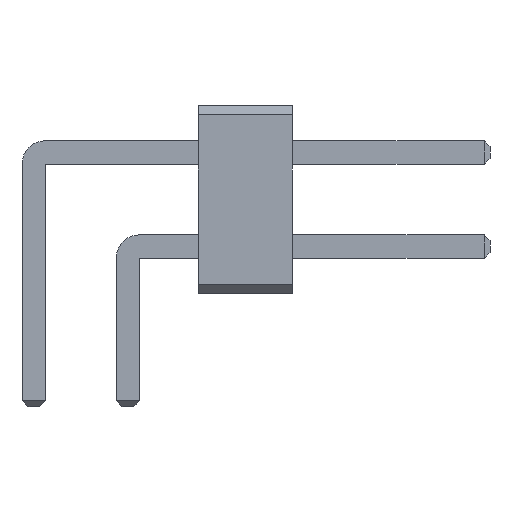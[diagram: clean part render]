
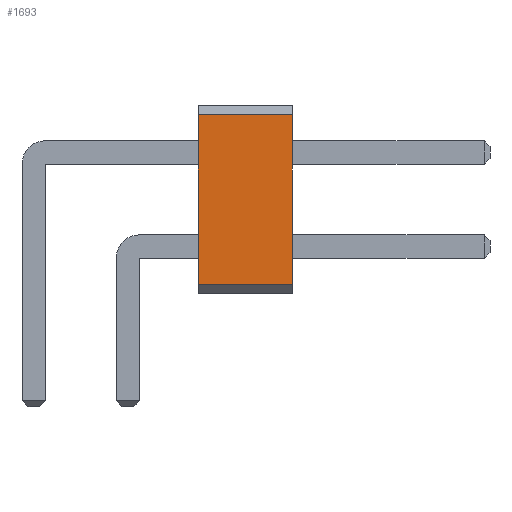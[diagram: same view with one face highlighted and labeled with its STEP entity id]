
A CAD part, front view. The second image highlights one B-rep face of the part: STEP entity #1693.
In plain terms, the highlighted planar face has unit normal (0, -1, 0).
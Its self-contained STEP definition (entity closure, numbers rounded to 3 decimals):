
#13=DIRECTION('',(0.,0.,1.));
#27=VECTOR('',#28,1.);
#28=DIRECTION('',(1.,0.,0.));
#57=DIRECTION('',(0.,-1.,0.));
#1680=VERTEX_POINT('',#1681);
#1681=CARTESIAN_POINT('',(5.5,-57.,0.2));
#1684=EDGE_CURVE('',#1685,#1680,#1687,.T.);
#1685=VERTEX_POINT('',#1686);
#1686=CARTESIAN_POINT('',(3.5,-57.,0.2));
#1687=LINE('',#1686,#27);
#1693=ADVANCED_FACE('',(#1694),#1711,.T.);
#1694=FACE_BOUND('',#1695,.T.);
#1695=EDGE_LOOP('',(#1696,#1697,#1703,#1708));
#1696=ORIENTED_EDGE('',*,*,#1684,.T.);
#1697=ORIENTED_EDGE('',*,*,#1698,.T.);
#1698=EDGE_CURVE('',#1680,#1699,#1701,.T.);
#1699=VERTEX_POINT('',#1700);
#1700=CARTESIAN_POINT('',(5.5,-57.,3.8));
#1701=LINE('',#1681,#1702);
#1702=VECTOR('',#13,1.);
#1703=ORIENTED_EDGE('',*,*,#1704,.F.);
#1704=EDGE_CURVE('',#1705,#1699,#1707,.T.);
#1705=VERTEX_POINT('',#1706);
#1706=CARTESIAN_POINT('',(3.5,-57.,3.8));
#1707=LINE('',#1706,#27);
#1708=ORIENTED_EDGE('',*,*,#1709,.F.);
#1709=EDGE_CURVE('',#1685,#1705,#1710,.T.);
#1710=LINE('',#1686,#1702);
#1711=PLANE('',#1712);
#1712=AXIS2_PLACEMENT_3D('',#1686,#57,#13);
